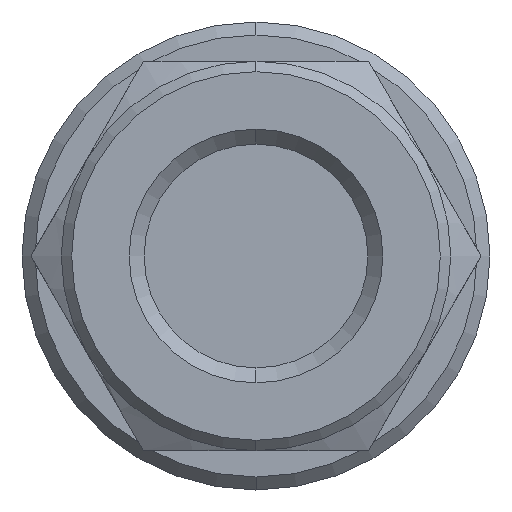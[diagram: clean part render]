
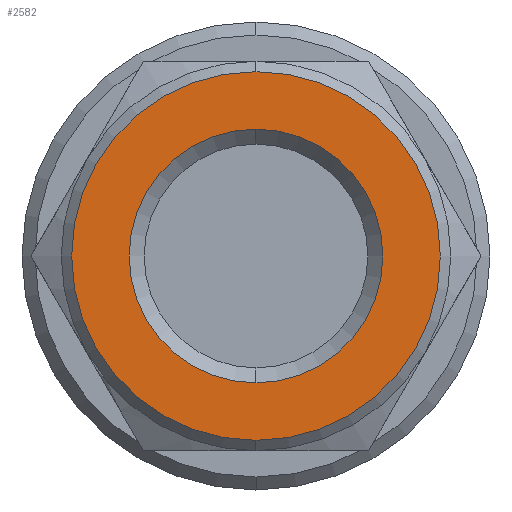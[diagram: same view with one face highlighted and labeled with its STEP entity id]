
A CAD part, left-side view. The second image highlights one B-rep face of the part: STEP entity #2582.
In plain terms, the highlighted planar face has unit normal (-1, 0, 0).
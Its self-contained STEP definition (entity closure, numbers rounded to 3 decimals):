
#89 = DIRECTION ( 'NONE',  ( 0., 0., -1. ) ) ;
#106 = CARTESIAN_POINT ( 'NONE',  ( 0., 0., 0. ) ) ;
#108 = DIRECTION ( 'NONE',  ( 1., 0., 0. ) ) ;
#109 = DIRECTION ( 'NONE',  ( 0., 0., -1. ) ) ;
#111 = CARTESIAN_POINT ( 'NONE',  ( 0., 0., 0. ) ) ;
#139 = CARTESIAN_POINT ( 'NONE',  ( 0., 0., 7.095 ) ) ;
#204 = CARTESIAN_POINT ( 'NONE',  ( 0., 0., -4.881 ) ) ;
#210 = CARTESIAN_POINT ( 'NONE',  ( 0., 0., -7.095 ) ) ;
#214 = DIRECTION ( 'NONE',  ( 1., 0., 0. ) ) ;
#255 = CARTESIAN_POINT ( 'NONE',  ( 0., 0., 4.881 ) ) ;
#637 = CIRCLE ( 'NONE', #3222, 4.881 ) ;
#638 = CIRCLE ( 'NONE', #3255, 7.095 ) ;
#765 = CIRCLE ( 'NONE', #4256, 4.881 ) ;
#810 = CIRCLE ( 'NONE', #4253, 7.095 ) ;
#1392 = ORIENTED_EDGE ( 'NONE', *, *, #3863, .F. ) ;
#1393 = ORIENTED_EDGE ( 'NONE', *, *, #3271, .F. ) ;
#1394 = ORIENTED_EDGE ( 'NONE', *, *, #3864, .T. ) ;
#1395 = ORIENTED_EDGE ( 'NONE', *, *, #3275, .T. ) ;
#1652 = EDGE_LOOP ( 'NONE', ( #1395, #1394 ) ) ;
#1693 = EDGE_LOOP ( 'NONE', ( #1393, #1392 ) ) ;
#2066 = FACE_BOUND ( 'NONE', #1652, .T. ) ;
#2244 = FACE_OUTER_BOUND ( 'NONE', #1693, .T. ) ;
#2582 = ADVANCED_FACE ( 'NONE', ( #2066, #2244 ), #2789, .T. ) ;
#2660 = VERTEX_POINT ( 'NONE', #255 ) ;
#2713 = VERTEX_POINT ( 'NONE', #139 ) ;
#2764 = VERTEX_POINT ( 'NONE', #204 ) ;
#2781 = VERTEX_POINT ( 'NONE', #210 ) ;
#2789 = PLANE ( 'NONE',  #3194 ) ;
#2843 = DIRECTION ( 'NONE',  ( -1., 0., 0. ) ) ;
#2850 = DIRECTION ( 'NONE',  ( 0., 0., 1. ) ) ;
#2952 = CARTESIAN_POINT ( 'NONE',  ( 0., 4.881, 0. ) ) ;
#3194 = AXIS2_PLACEMENT_3D ( 'NONE', #2952, #2843, #2850 ) ;
#3222 = AXIS2_PLACEMENT_3D ( 'NONE', #3963, #3962, #3959 ) ;
#3255 = AXIS2_PLACEMENT_3D ( 'NONE', #3988, #3992, #3993 ) ;
#3271 = EDGE_CURVE ( 'NONE', #2781, #2713, #810, .T. ) ;
#3275 = EDGE_CURVE ( 'NONE', #2660, #2764, #765, .T. ) ;
#3863 = EDGE_CURVE ( 'NONE', #2713, #2781, #638, .T. ) ;
#3864 = EDGE_CURVE ( 'NONE', #2764, #2660, #637, .T. ) ;
#3959 = DIRECTION ( 'NONE',  ( 0., 0., -1. ) ) ;
#3962 = DIRECTION ( 'NONE',  ( 1., 0., 0. ) ) ;
#3963 = CARTESIAN_POINT ( 'NONE',  ( 0., 0., 0. ) ) ;
#3988 = CARTESIAN_POINT ( 'NONE',  ( 0., 0., 0. ) ) ;
#3992 = DIRECTION ( 'NONE',  ( 1., 0., 0. ) ) ;
#3993 = DIRECTION ( 'NONE',  ( 0., 0., -1. ) ) ;
#4253 = AXIS2_PLACEMENT_3D ( 'NONE', #106, #108, #109 ) ;
#4256 = AXIS2_PLACEMENT_3D ( 'NONE', #111, #214, #89 ) ;
